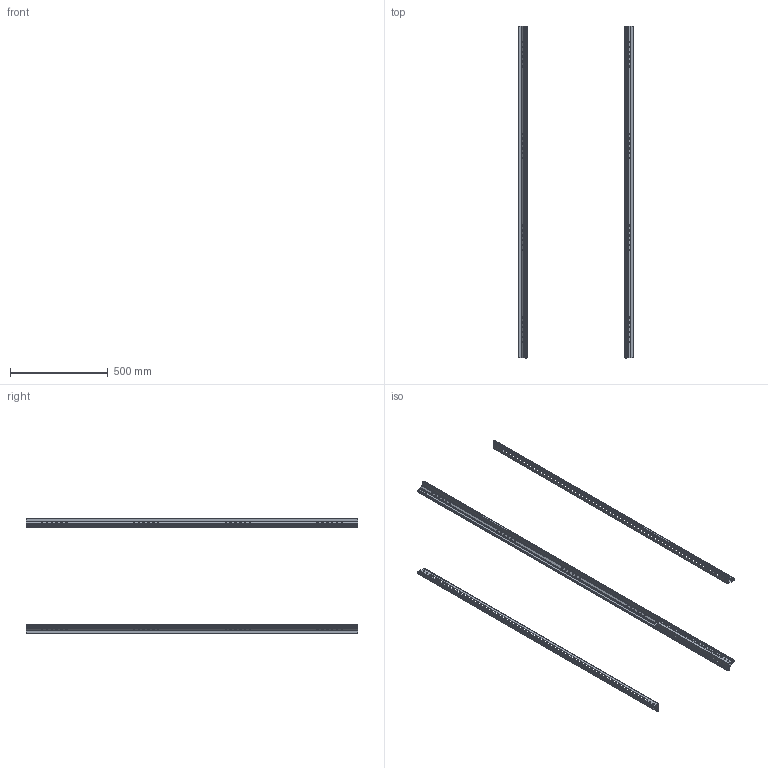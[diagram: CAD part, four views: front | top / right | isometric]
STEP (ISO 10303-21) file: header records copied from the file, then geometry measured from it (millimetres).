
FILE_DESCRIPTION (( 'STEP AP203' ), '1' );
FILE_NAME ('MA1.102.060618.00.00 AleSta-VG1800 Ñòîéêè âåðòèêàëüíûå, Â=1800ìì (4øò).STEP', '2024-02-07T11:59:50', ( '' ), ( '' ), 'SwSTEP 2.0', 'SolidWorks 2021', '' );
FILE_SCHEMA (( 'CONFIG_CONTROL_DESIGN' ));
Length unit declared in the file: millimetre
Products named in the file (2): MA1.102.060620.00.01 Ïðîôèëü âåðòèêàëüíûé ñâàðíîé_03 L=1698 (‚=1800); MA1.102.060618.00.00 AleSta-VG1800 Ñòîéêè âåðòèêàëüíûå, Â=1800ìì  (4øò)
Assembly tree (4 placements, depth 2):
  MA1.102.060618.00.00 AleSta-VG1800 Ñòîéêè âåðòèêàëüíûå, Â=1800ìì  (4øò)
    MA1.102.060620.00.01 Ïðîôèëü âåðòèêàëüíûé ñâàðíîé_03 L=1698 (‚=1800)  x4
Bounding box: 592 x 1698 x 592 mm (x, y, z)
Volume: 1591726 mm3; surface area: 2197052.2 mm2
Topology: 4 solids, 4 shells, 4704 faces, 12712 edges, 8112 vertices
Faces by surface type: plane 2520, cylinder 1608, torus 576
Entity records: 38294 total; most frequent: DIRECTION 6636, CARTESIAN_POINT 6389, ORIENTED_EDGE 6356, EDGE_CURVE 3178, AXIS2_PLACEMENT_3D 2275, LINE 2086, VECTOR 2086, VERTEX_POINT 2028
